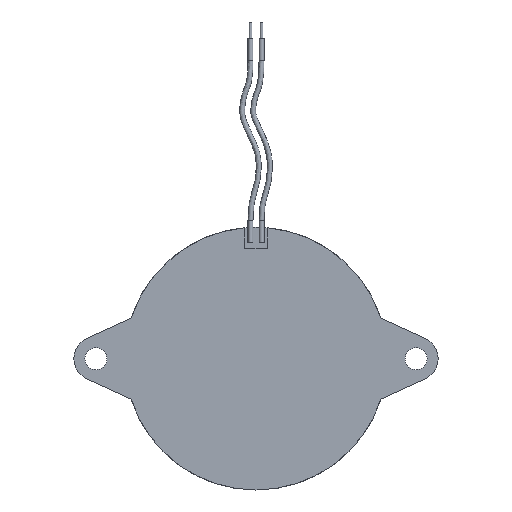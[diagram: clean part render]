
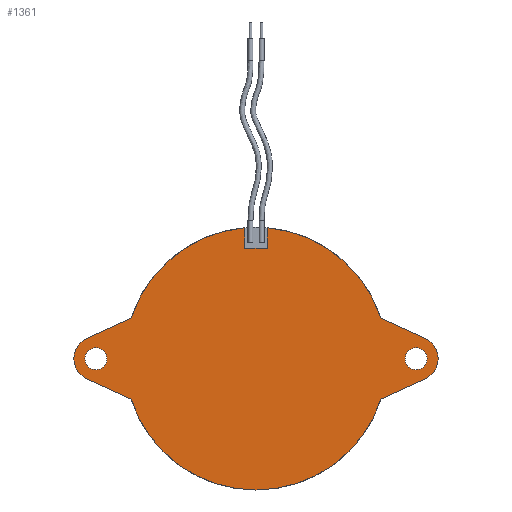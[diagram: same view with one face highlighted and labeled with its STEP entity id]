
A CAD part, front view. The second image highlights one B-rep face of the part: STEP entity #1361.
In plain terms, the highlighted planar face has unit normal (0, -1, 0).
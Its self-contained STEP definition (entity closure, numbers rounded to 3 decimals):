
#6 = VECTOR ( 'NONE', #1691, 1000. ) ;
#20 = VERTEX_POINT ( 'NONE', #805 ) ;
#21 = EDGE_CURVE ( 'NONE', #1875, #1949, #1793, .T. ) ;
#32 = ORIENTED_EDGE ( 'NONE', *, *, #1041, .F. ) ;
#49 = VECTOR ( 'NONE', #1096, 1000. ) ;
#98 = VECTOR ( 'NONE', #966, 1000. ) ;
#130 = CARTESIAN_POINT ( 'NONE',  ( -15.332, 0., -1.819 ) ) ;
#142 = CARTESIAN_POINT ( 'NONE',  ( -11.326, 0., -3.65 ) ) ;
#143 = CARTESIAN_POINT ( 'NONE',  ( 14.5, 0., -1. ) ) ;
#152 = AXIS2_PLACEMENT_3D ( 'NONE', #1217, #1547, #562 ) ;
#168 = DIRECTION ( 'NONE',  ( 0., 0., 1. ) ) ;
#195 = ORIENTED_EDGE ( 'NONE', *, *, #690, .F. ) ;
#210 = VERTEX_POINT ( 'NONE', #368 ) ;
#229 = DIRECTION ( 'NONE',  ( 0., -1., 0. ) ) ;
#251 = VERTEX_POINT ( 'NONE', #384 ) ;
#258 = EDGE_CURVE ( 'NONE', #896, #1551, #1640, .T. ) ;
#268 = DIRECTION ( 'NONE',  ( 0., 1., 0. ) ) ;
#270 = CARTESIAN_POINT ( 'NONE',  ( 14.5, 0., 0. ) ) ;
#312 = CARTESIAN_POINT ( 'NONE',  ( -15.332, 0., 1.819 ) ) ;
#321 = CARTESIAN_POINT ( 'NONE',  ( 0., 0., 0. ) ) ;
#345 = VERTEX_POINT ( 'NONE', #1698 ) ;
#347 = ORIENTED_EDGE ( 'NONE', *, *, #1557, .F. ) ;
#368 = CARTESIAN_POINT ( 'NONE',  ( -14.5, 0., -1. ) ) ;
#369 = EDGE_LOOP ( 'NONE', ( #1629, #1105 ) ) ;
#374 = ORIENTED_EDGE ( 'NONE', *, *, #1525, .F. ) ;
#375 = VECTOR ( 'NONE', #474, 1000. ) ;
#384 = CARTESIAN_POINT ( 'NONE',  ( -15.332, 0., -1.819 ) ) ;
#389 = DIRECTION ( 'NONE',  ( 0., 1., 0. ) ) ;
#392 = CARTESIAN_POINT ( 'NONE',  ( 0., 0., 0. ) ) ;
#417 = DIRECTION ( 'NONE',  ( 0., -1., 0. ) ) ;
#431 = DIRECTION ( 'NONE',  ( 0., 0., -1. ) ) ;
#460 = DIRECTION ( 'NONE',  ( 0.909, 0., -0.416 ) ) ;
#462 = CARTESIAN_POINT ( 'NONE',  ( 1., 0., 0. ) ) ;
#474 = DIRECTION ( 'NONE',  ( 0., 0., 1. ) ) ;
#475 = ORIENTED_EDGE ( 'NONE', *, *, #1701, .F. ) ;
#480 = EDGE_CURVE ( 'NONE', #1551, #896, #1135, .T. ) ;
#493 = LINE ( 'NONE', #1080, #49 ) ;
#522 = EDGE_LOOP ( 'NONE', ( #1062, #347 ) ) ;
#532 = LINE ( 'NONE', #613, #1785 ) ;
#537 = LINE ( 'NONE', #312, #869 ) ;
#540 = CARTESIAN_POINT ( 'NONE',  ( 14.5, 0., 0. ) ) ;
#541 = AXIS2_PLACEMENT_3D ( 'NONE', #392, #1534, #548 ) ;
#548 = DIRECTION ( 'NONE',  ( 0., 0., 1. ) ) ;
#562 = DIRECTION ( 'NONE',  ( 0., 0., 1. ) ) ;
#565 = CARTESIAN_POINT ( 'NONE',  ( 15.332, 0., -1.819 ) ) ;
#586 = CARTESIAN_POINT ( 'NONE',  ( -1., 0., 11.858 ) ) ;
#591 = AXIS2_PLACEMENT_3D ( 'NONE', #1395, #417, #1559 ) ;
#613 = CARTESIAN_POINT ( 'NONE',  ( -1., 0., 10. ) ) ;
#638 = ORIENTED_EDGE ( 'NONE', *, *, #662, .T. ) ;
#655 = VERTEX_POINT ( 'NONE', #1366 ) ;
#662 = EDGE_CURVE ( 'NONE', #20, #1194, #493, .T. ) ;
#676 = ORIENTED_EDGE ( 'NONE', *, *, #1998, .T. ) ;
#679 = ORIENTED_EDGE ( 'NONE', *, *, #21, .F. ) ;
#690 = EDGE_CURVE ( 'NONE', #2021, #891, #532, .T. ) ;
#710 = AXIS2_PLACEMENT_3D ( 'NONE', #714, #1841, #871 ) ;
#714 = CARTESIAN_POINT ( 'NONE',  ( 14.5, 0., 0. ) ) ;
#725 = VERTEX_POINT ( 'NONE', #1281 ) ;
#728 = EDGE_CURVE ( 'NONE', #251, #1342, #1835, .T. ) ;
#733 = VERTEX_POINT ( 'NONE', #1449 ) ;
#761 = CIRCLE ( 'NONE', #591, 1. ) ;
#777 = CARTESIAN_POINT ( 'NONE',  ( -14.5, 0., 0. ) ) ;
#805 = CARTESIAN_POINT ( 'NONE',  ( 15.332, 0., 1.819 ) ) ;
#809 = EDGE_CURVE ( 'NONE', #1875, #345, #537, .T. ) ;
#844 = AXIS2_PLACEMENT_3D ( 'NONE', #1913, #942, #2087 ) ;
#863 = CIRCLE ( 'NONE', #541, 11.9 ) ;
#869 = VECTOR ( 'NONE', #1456, 1000. ) ;
#871 = DIRECTION ( 'NONE',  ( 0., 0., -1. ) ) ;
#891 = VERTEX_POINT ( 'NONE', #1292 ) ;
#896 = VERTEX_POINT ( 'NONE', #143 ) ;
#906 = VERTEX_POINT ( 'NONE', #1768 ) ;
#927 = VECTOR ( 'NONE', #460, 1000. ) ;
#928 = CARTESIAN_POINT ( 'NONE',  ( 0., 0., 0. ) ) ;
#935 = DIRECTION ( 'NONE',  ( 0., 0., -1. ) ) ;
#942 = DIRECTION ( 'NONE',  ( 0., -1., 0. ) ) ;
#966 = DIRECTION ( 'NONE',  ( 0.909, 0., 0.416 ) ) ;
#1024 = ORIENTED_EDGE ( 'NONE', *, *, #1713, .F. ) ;
#1032 = CIRCLE ( 'NONE', #1358, 11.9 ) ;
#1041 = EDGE_CURVE ( 'NONE', #733, #1194, #1222, .T. ) ;
#1062 = ORIENTED_EDGE ( 'NONE', *, *, #1408, .F. ) ;
#1080 = CARTESIAN_POINT ( 'NONE',  ( 15.332, 0., 1.819 ) ) ;
#1092 = DIRECTION ( 'NONE',  ( 0., 0., 1. ) ) ;
#1096 = DIRECTION ( 'NONE',  ( -0.909, 0., 0.416 ) ) ;
#1105 = ORIENTED_EDGE ( 'NONE', *, *, #480, .F. ) ;
#1135 = CIRCLE ( 'NONE', #710, 1. ) ;
#1137 = CARTESIAN_POINT ( 'NONE',  ( 15.332, 0., -1.819 ) ) ;
#1142 = ORIENTED_EDGE ( 'NONE', *, *, #809, .T. ) ;
#1194 = VERTEX_POINT ( 'NONE', #1392 ) ;
#1195 = FACE_BOUND ( 'NONE', #522, .T. ) ;
#1217 = CARTESIAN_POINT ( 'NONE',  ( 0., 0., 0. ) ) ;
#1222 = CIRCLE ( 'NONE', #1867, 11.9 ) ;
#1254 = LINE ( 'NONE', #462, #375 ) ;
#1281 = CARTESIAN_POINT ( 'NONE',  ( 11.326, 0., -3.65 ) ) ;
#1292 = CARTESIAN_POINT ( 'NONE',  ( 1., 0., 10. ) ) ;
#1342 = VERTEX_POINT ( 'NONE', #142 ) ;
#1344 = EDGE_CURVE ( 'NONE', #891, #733, #1254, .T. ) ;
#1345 = AXIS2_PLACEMENT_3D ( 'NONE', #321, #268, #168 ) ;
#1357 = LINE ( 'NONE', #1137, #98 ) ;
#1358 = AXIS2_PLACEMENT_3D ( 'NONE', #928, #2072, #1092 ) ;
#1361 = ADVANCED_FACE ( 'NONE', ( #1675, #1195, #1633 ), #2027, .F. ) ;
#1366 = CARTESIAN_POINT ( 'NONE',  ( 0., 0., -11.9 ) ) ;
#1368 = CARTESIAN_POINT ( 'NONE',  ( 0., 0., 0. ) ) ;
#1371 = CARTESIAN_POINT ( 'NONE',  ( -1., 0., 0. ) ) ;
#1376 = CARTESIAN_POINT ( 'NONE',  ( -11.326, 0., 3.65 ) ) ;
#1377 = ORIENTED_EDGE ( 'NONE', *, *, #2081, .T. ) ;
#1388 = ORIENTED_EDGE ( 'NONE', *, *, #1344, .F. ) ;
#1392 = CARTESIAN_POINT ( 'NONE',  ( 11.326, 0., 3.65 ) ) ;
#1395 = CARTESIAN_POINT ( 'NONE',  ( -14.5, 0., 0. ) ) ;
#1408 = EDGE_CURVE ( 'NONE', #210, #906, #761, .T. ) ;
#1413 = AXIS2_PLACEMENT_3D ( 'NONE', #540, #229, #2030 ) ;
#1415 = DIRECTION ( 'NONE',  ( 0., -1., 0. ) ) ;
#1449 = CARTESIAN_POINT ( 'NONE',  ( 1., 0., 11.858 ) ) ;
#1456 = DIRECTION ( 'NONE',  ( -0.909, 0., -0.416 ) ) ;
#1484 = CIRCLE ( 'NONE', #1790, 1. ) ;
#1521 = CIRCLE ( 'NONE', #844, 2. ) ;
#1525 = EDGE_CURVE ( 'NONE', #725, #655, #1032, .T. ) ;
#1529 = DIRECTION ( 'NONE',  ( 0., 0., 1. ) ) ;
#1534 = DIRECTION ( 'NONE',  ( 0., 1., 0. ) ) ;
#1547 = DIRECTION ( 'NONE',  ( 0., 1., 0. ) ) ;
#1551 = VERTEX_POINT ( 'NONE', #1897 ) ;
#1557 = EDGE_CURVE ( 'NONE', #906, #210, #1484, .T. ) ;
#1559 = DIRECTION ( 'NONE',  ( 0., 0., -1. ) ) ;
#1589 = CARTESIAN_POINT ( 'NONE',  ( -1., 0., 10. ) ) ;
#1624 = EDGE_LOOP ( 'NONE', ( #1388, #195, #1024, #679, #1142, #1377, #2022, #475, #374, #2000, #676, #638, #32 ) ) ;
#1629 = ORIENTED_EDGE ( 'NONE', *, *, #258, .F. ) ;
#1633 = FACE_OUTER_BOUND ( 'NONE', #1624, .T. ) ;
#1640 = CIRCLE ( 'NONE', #1413, 1. ) ;
#1675 = FACE_BOUND ( 'NONE', #369, .T. ) ;
#1676 = EDGE_CURVE ( 'NONE', #725, #1930, #1357, .T. ) ;
#1691 = DIRECTION ( 'NONE',  ( 0., 0., -1. ) ) ;
#1698 = CARTESIAN_POINT ( 'NONE',  ( -15.332, 0., 1.819 ) ) ;
#1701 = EDGE_CURVE ( 'NONE', #655, #1342, #863, .T. ) ;
#1713 = EDGE_CURVE ( 'NONE', #1949, #2021, #1732, .T. ) ;
#1732 = LINE ( 'NONE', #1371, #6 ) ;
#1749 = DIRECTION ( 'NONE',  ( 1., 0., 0. ) ) ;
#1768 = CARTESIAN_POINT ( 'NONE',  ( -14.5, 0., 1. ) ) ;
#1785 = VECTOR ( 'NONE', #1749, 1000. ) ;
#1790 = AXIS2_PLACEMENT_3D ( 'NONE', #777, #1904, #935 ) ;
#1793 = CIRCLE ( 'NONE', #1345, 11.9 ) ;
#1835 = LINE ( 'NONE', #130, #927 ) ;
#1841 = DIRECTION ( 'NONE',  ( 0., -1., 0. ) ) ;
#1867 = AXIS2_PLACEMENT_3D ( 'NONE', #1368, #389, #1529 ) ;
#1875 = VERTEX_POINT ( 'NONE', #1376 ) ;
#1897 = CARTESIAN_POINT ( 'NONE',  ( 14.5, 0., 1. ) ) ;
#1904 = DIRECTION ( 'NONE',  ( 0., -1., 0. ) ) ;
#1906 = CIRCLE ( 'NONE', #1969, 2. ) ;
#1913 = CARTESIAN_POINT ( 'NONE',  ( -14.5, 0., 0. ) ) ;
#1930 = VERTEX_POINT ( 'NONE', #565 ) ;
#1949 = VERTEX_POINT ( 'NONE', #586 ) ;
#1969 = AXIS2_PLACEMENT_3D ( 'NONE', #270, #1415, #431 ) ;
#1998 = EDGE_CURVE ( 'NONE', #1930, #20, #1906, .T. ) ;
#2000 = ORIENTED_EDGE ( 'NONE', *, *, #1676, .T. ) ;
#2021 = VERTEX_POINT ( 'NONE', #1589 ) ;
#2022 = ORIENTED_EDGE ( 'NONE', *, *, #728, .T. ) ;
#2027 = PLANE ( 'NONE',  #152 ) ;
#2030 = DIRECTION ( 'NONE',  ( 0., 0., -1. ) ) ;
#2072 = DIRECTION ( 'NONE',  ( 0., 1., 0. ) ) ;
#2081 = EDGE_CURVE ( 'NONE', #345, #251, #1521, .T. ) ;
#2087 = DIRECTION ( 'NONE',  ( 0., 0., -1. ) ) ;
